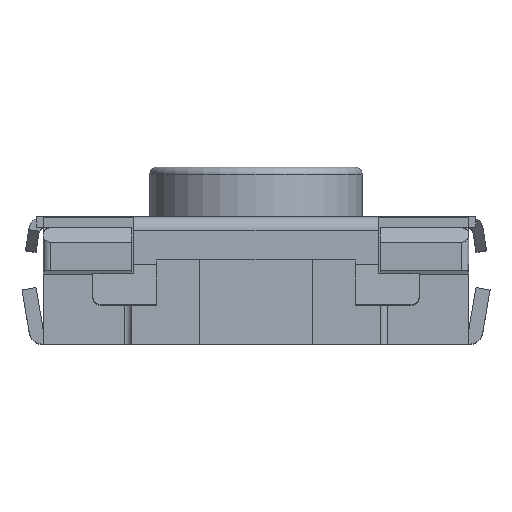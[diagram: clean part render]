
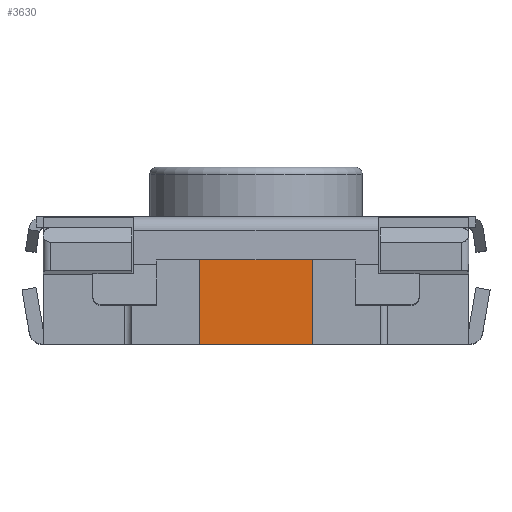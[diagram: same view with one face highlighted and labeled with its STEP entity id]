
A CAD part, top view. The second image highlights one B-rep face of the part: STEP entity #3630.
In plain terms, the highlighted planar face has unit normal (0, 0, 1).
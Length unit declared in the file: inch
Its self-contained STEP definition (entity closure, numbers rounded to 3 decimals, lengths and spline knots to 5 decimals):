
#6 = VERTEX_POINT ( 'NONE', #3238 ) ;
#132 = CARTESIAN_POINT ( 'NONE',  ( -0.0315, 0., 0.1063 ) ) ;
#1205 = VERTEX_POINT ( 'NONE', #132 ) ;
#2000 = DIRECTION ( 'NONE',  ( -1., 0., 0. ) ) ;
#2058 = ORIENTED_EDGE ( 'NONE', *, *, #6187, .T. ) ;
#2075 = CARTESIAN_POINT ( 'NONE',  ( 0., 0., 0.1063 ) ) ;
#2124 = DIRECTION ( 'NONE',  ( 0., 0., 1. ) ) ;
#2467 = VERTEX_POINT ( 'NONE', #3524 ) ;
#2531 = DIRECTION ( 'NONE',  ( 0., 1., 0. ) ) ;
#2649 = VERTEX_POINT ( 'NONE', #6518 ) ;
#2680 = DIRECTION ( 'NONE',  ( 1., 0., 0. ) ) ;
#2986 = VECTOR ( 'NONE', #5575, 39.37008 ) ;
#2989 = DIRECTION ( 'NONE',  ( 1., 0., 0. ) ) ;
#3238 = CARTESIAN_POINT ( 'NONE',  ( 0.0315, 0.06496, 0.1063 ) ) ;
#3405 = VECTOR ( 'NONE', #2000, 39.37008 ) ;
#3419 = ORIENTED_EDGE ( 'NONE', *, *, #4167, .T. ) ;
#3524 = CARTESIAN_POINT ( 'NONE',  ( 0.0315, 0., 0.1063 ) ) ;
#3630 = ADVANCED_FACE ( 'NONE', ( #4302 ), #5418, .T. ) ;
#3749 = ORIENTED_EDGE ( 'NONE', *, *, #3904, .T. ) ;
#3874 = ORIENTED_EDGE ( 'NONE', *, *, #7030, .T. ) ;
#3904 = EDGE_CURVE ( 'NONE', #2649, #1205, #5655, .T. ) ;
#4167 = EDGE_CURVE ( 'NONE', #2467, #6, #6004, .T. ) ;
#4302 = FACE_OUTER_BOUND ( 'NONE', #4576, .T. ) ;
#4576 = EDGE_LOOP ( 'NONE', ( #3419, #2058, #3749, #3874 ) ) ;
#5024 = CARTESIAN_POINT ( 'NONE',  ( -0.0315, 0.06496, 0.1063 ) ) ;
#5137 = VECTOR ( 'NONE', #2531, 39.37008 ) ;
#5292 = CARTESIAN_POINT ( 'NONE',  ( 0.0315, 0.06496, 0.1063 ) ) ;
#5418 = PLANE ( 'NONE',  #6804 ) ;
#5546 = LINE ( 'NONE', #5761, #7104 ) ;
#5575 = DIRECTION ( 'NONE',  ( 0., -1., 0. ) ) ;
#5646 = LINE ( 'NONE', #5292, #3405 ) ;
#5655 = LINE ( 'NONE', #5024, #2986 ) ;
#5761 = CARTESIAN_POINT ( 'NONE',  ( -0.0315, 0., 0.1063 ) ) ;
#6004 = LINE ( 'NONE', #6982, #5137 ) ;
#6187 = EDGE_CURVE ( 'NONE', #6, #2649, #5646, .T. ) ;
#6518 = CARTESIAN_POINT ( 'NONE',  ( -0.0315, 0.06496, 0.1063 ) ) ;
#6804 = AXIS2_PLACEMENT_3D ( 'NONE', #2075, #2124, #2680 ) ;
#6982 = CARTESIAN_POINT ( 'NONE',  ( 0.0315, 0., 0.1063 ) ) ;
#7030 = EDGE_CURVE ( 'NONE', #1205, #2467, #5546, .T. ) ;
#7104 = VECTOR ( 'NONE', #2989, 39.37008 ) ;
